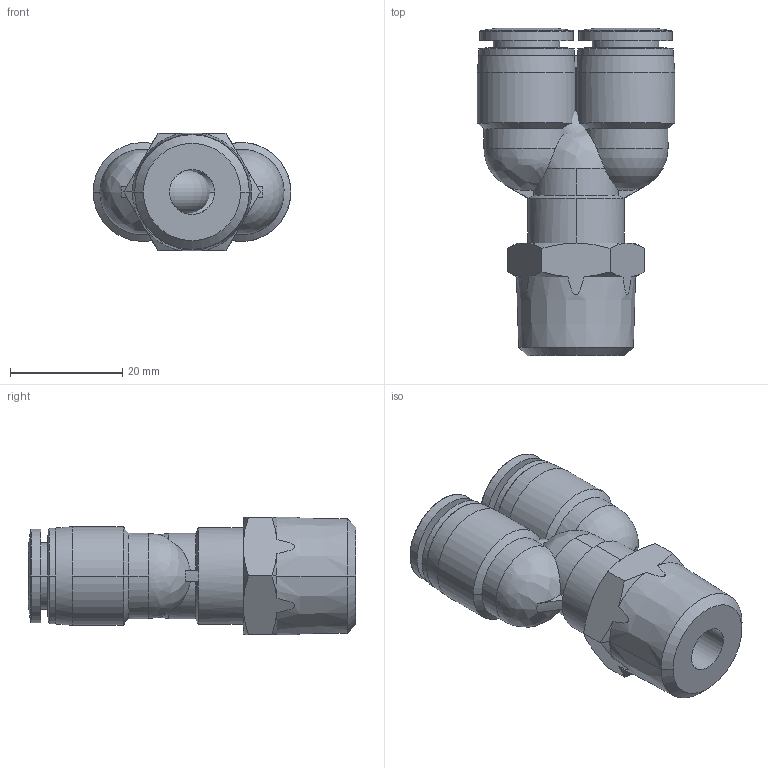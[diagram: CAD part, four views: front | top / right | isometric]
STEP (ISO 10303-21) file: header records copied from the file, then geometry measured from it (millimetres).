
FILE_DESCRIPTION (( 'STEP AP214' ), '1' );
FILE_NAME ('MY10M-12R.step', '2016-02-24T20:46:03', ( '' ), ( '' ), 'SwSTEP 2.0', 'SolidWorks 2015', '' );
FILE_SCHEMA (( 'AUTOMOTIVE_DESIGN' ));
Length unit declared in the file: inch
Products named in the file (1): MY10M-12R
Bounding box: 35.2 x 58.25 x 21 mm (x, y, z)
Volume: 16334.3 mm3; surface area: 8809.5 mm2
Topology: 1 solids, 1 shells, 109 faces, 279 edges, 175 vertices
Faces by surface type: cone 35, cylinder 35, plane 23, bspline 9, torus 6, sphere 1
Entity records: 5351 total; most frequent: CARTESIAN_POINT 1334, ORIENTED_EDGE 548, DIRECTION 535, EDGE_CURVE 274, AXIS2_PLACEMENT_3D 234, VERTEX_POINT 175, CIRCLE 133, EDGE_LOOP 121
